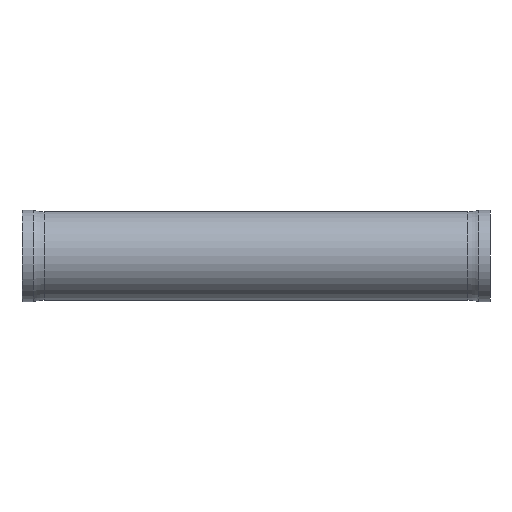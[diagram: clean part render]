
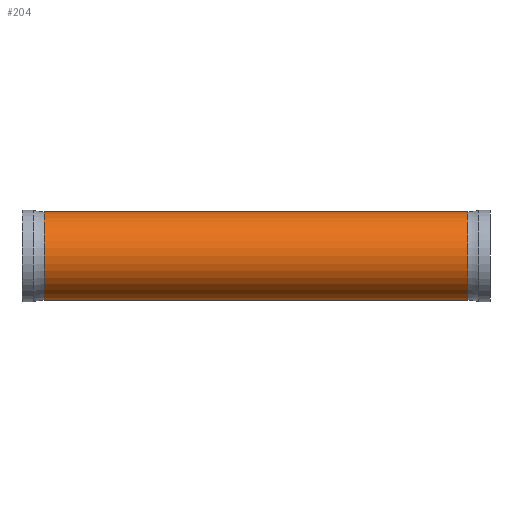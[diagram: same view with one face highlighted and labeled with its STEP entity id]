
A CAD part, front view. The second image highlights one B-rep face of the part: STEP entity #204.
In plain terms, the highlighted cylindrical face has radius 19.837 mm (diameter 39.675 mm), a partial arc.
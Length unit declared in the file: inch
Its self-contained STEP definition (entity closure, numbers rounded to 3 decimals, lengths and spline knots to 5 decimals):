
#7 = DIRECTION ( 'NONE',  ( -1., 0., 0. ) ) ;
#26 = CARTESIAN_POINT ( 'NONE',  ( 7.87644, 0., 0.781 ) ) ;
#46 = DIRECTION ( 'NONE',  ( 0., 0., 1. ) ) ;
#73 = CIRCLE ( 'NONE', #416, 0.781 ) ;
#102 = CARTESIAN_POINT ( 'NONE',  ( 0.39128, 0., 0. ) ) ;
#115 = DIRECTION ( 'NONE',  ( -1., 0., 0. ) ) ;
#117 = CARTESIAN_POINT ( 'NONE',  ( -0.21142, 0., -0.781 ) ) ;
#140 = EDGE_LOOP ( 'NONE', ( #370, #275, #534, #291 ) ) ;
#147 = VECTOR ( 'NONE', #243, 39.37008 ) ;
#152 = VERTEX_POINT ( 'NONE', #26 ) ;
#204 = ADVANCED_FACE ( 'NONE', ( #402 ), #256, .T. ) ;
#230 = EDGE_CURVE ( 'NONE', #584, #152, #73, .T. ) ;
#234 = DIRECTION ( 'NONE',  ( 0., 0., 1. ) ) ;
#243 = DIRECTION ( 'NONE',  ( -1., 0., 0. ) ) ;
#248 = CARTESIAN_POINT ( 'NONE',  ( 7.87644, 0., -0.781 ) ) ;
#250 = AXIS2_PLACEMENT_3D ( 'NONE', #457, #115, #445 ) ;
#254 = VERTEX_POINT ( 'NONE', #565 ) ;
#256 = CYLINDRICAL_SURFACE ( 'NONE', #250, 0.781 ) ;
#275 = ORIENTED_EDGE ( 'NONE', *, *, #230, .T. ) ;
#286 = VECTOR ( 'NONE', #438, 39.37008 ) ;
#291 = ORIENTED_EDGE ( 'NONE', *, *, #403, .F. ) ;
#370 = ORIENTED_EDGE ( 'NONE', *, *, #506, .F. ) ;
#397 = EDGE_CURVE ( 'NONE', #152, #254, #583, .T. ) ;
#402 = FACE_OUTER_BOUND ( 'NONE', #140, .T. ) ;
#403 = EDGE_CURVE ( 'NONE', #517, #254, #404, .T. ) ;
#404 = CIRCLE ( 'NONE', #461, 0.781 ) ;
#416 = AXIS2_PLACEMENT_3D ( 'NONE', #594, #568, #46 ) ;
#431 = CARTESIAN_POINT ( 'NONE',  ( -0.21142, 0., 0.781 ) ) ;
#438 = DIRECTION ( 'NONE',  ( -1., 0., 0. ) ) ;
#445 = DIRECTION ( 'NONE',  ( 0., 0., 1. ) ) ;
#457 = CARTESIAN_POINT ( 'NONE',  ( -0.21142, 0., 0. ) ) ;
#461 = AXIS2_PLACEMENT_3D ( 'NONE', #102, #7, #234 ) ;
#490 = CARTESIAN_POINT ( 'NONE',  ( 0.39128, 0., -0.781 ) ) ;
#506 = EDGE_CURVE ( 'NONE', #584, #517, #597, .T. ) ;
#517 = VERTEX_POINT ( 'NONE', #490 ) ;
#534 = ORIENTED_EDGE ( 'NONE', *, *, #397, .T. ) ;
#565 = CARTESIAN_POINT ( 'NONE',  ( 0.39128, 0., 0.781 ) ) ;
#568 = DIRECTION ( 'NONE',  ( -1., 0., 0. ) ) ;
#583 = LINE ( 'NONE', #431, #286 ) ;
#584 = VERTEX_POINT ( 'NONE', #248 ) ;
#594 = CARTESIAN_POINT ( 'NONE',  ( 7.87644, 0., 0. ) ) ;
#597 = LINE ( 'NONE', #117, #147 ) ;
